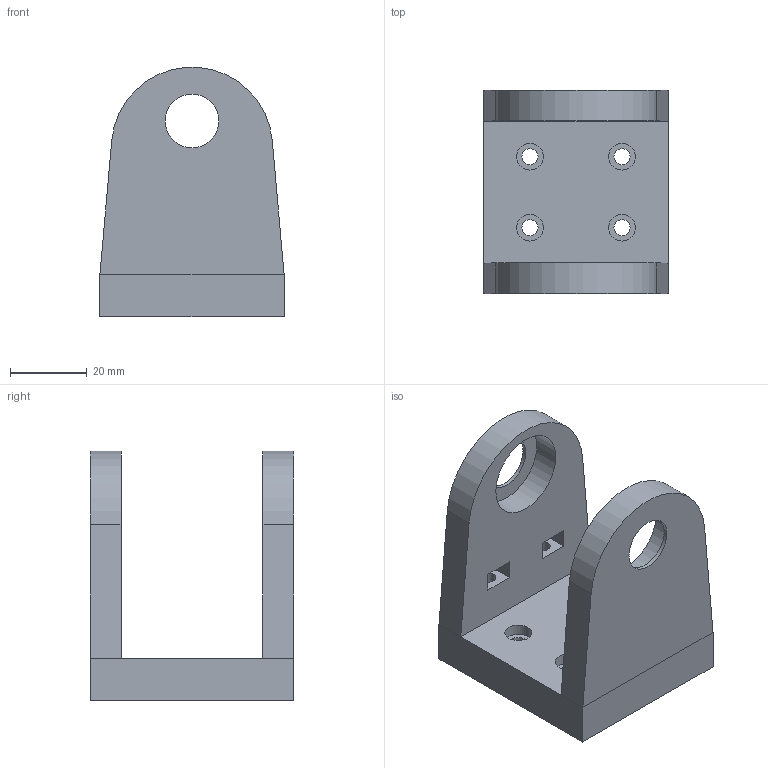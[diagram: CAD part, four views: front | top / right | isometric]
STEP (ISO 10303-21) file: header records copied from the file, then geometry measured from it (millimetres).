
FILE_DESCRIPTION(/* description */ (''),/* implementation_level */ '2;1');
FILE_NAME(/* name */ 'Support v7.stp',/* time_stamp */ '2020-12-05T17:57:33+01:00',/* author */ (''),/* organization */ (''),/* preprocessor_version */ 'ST-DEVELOPER v18.1',/* originating_system */ 'Autodesk Translation Framework v9.3.0.1241',/* authorisation */ '');
FILE_SCHEMA (('AUTOMOTIVE_DESIGN { 1 0 10303 214 3 1 1 }'));
Length unit declared in the file: millimetre
Products named in the file (1): Support
Bounding box: 48 x 53 x 64.92 mm (x, y, z)
Volume: 53709.7 mm3; surface area: 21655.7 mm2
Topology: 3 solids, 3 shells, 72 faces, 156 edges, 104 vertices
Faces by surface type: plane 46, cylinder 26
Full cylindrical faces by diameter (mm): 4.2 x12, 7 x8, 14 x2, 22.1 x2
Entity records: 2059 total; most frequent: DIRECTION 354, CARTESIAN_POINT 333, ORIENTED_EDGE 312, EDGE_CURVE 156, AXIS2_PLACEMENT_3D 125, EDGE_LOOP 114, LINE 104, VECTOR 104
